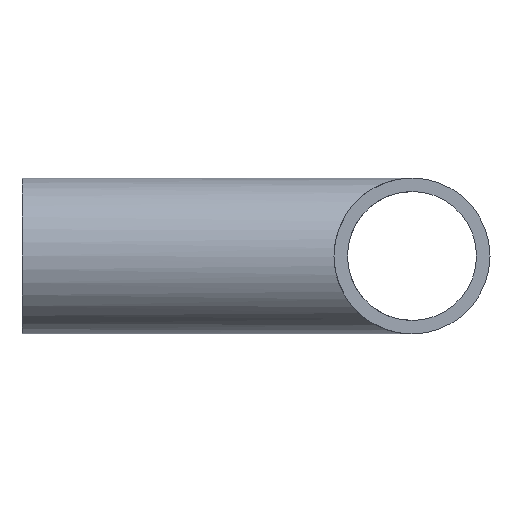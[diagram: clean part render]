
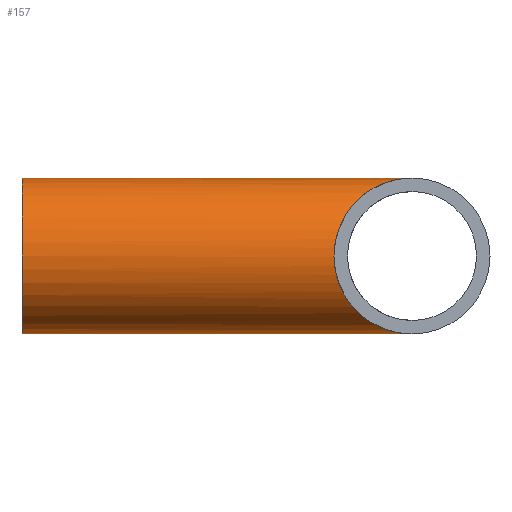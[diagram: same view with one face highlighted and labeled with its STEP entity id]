
A CAD part, left-side view. The second image highlights one B-rep face of the part: STEP entity #157.
In plain terms, the highlighted cylindrical face has radius 9.525 mm (diameter 19.05 mm), a full revolution.
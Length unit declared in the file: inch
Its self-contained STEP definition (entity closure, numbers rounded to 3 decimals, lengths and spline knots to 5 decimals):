
#24=FACE_OUTER_BOUND('',#31,.T.);
#31=EDGE_LOOP('',(#115,#116,#117,#118,#119,#120,#121));
#45=ELLIPSE('',#192,0.53033,0.375);
#46=ELLIPSE('',#193,0.53033,0.375);
#47=ELLIPSE('',#194,0.53033,0.375);
#49=LINE('',#283,#53);
#53=VECTOR('',#229,0.375);
#58=CIRCLE('',#190,0.375);
#59=CIRCLE('',#191,0.375);
#73=VERTEX_POINT('',#278);
#74=VERTEX_POINT('',#279);
#75=VERTEX_POINT('',#282);
#76=VERTEX_POINT('',#284);
#77=VERTEX_POINT('',#286);
#92=EDGE_CURVE('',#73,#74,#58,.T.);
#93=EDGE_CURVE('',#74,#73,#59,.T.);
#94=EDGE_CURVE('',#74,#75,#49,.T.);
#95=EDGE_CURVE('',#76,#75,#45,.T.);
#96=EDGE_CURVE('',#77,#76,#46,.T.);
#97=EDGE_CURVE('',#75,#77,#47,.T.);
#115=ORIENTED_EDGE('',*,*,#92,.F.);
#116=ORIENTED_EDGE('',*,*,#93,.F.);
#117=ORIENTED_EDGE('',*,*,#94,.T.);
#118=ORIENTED_EDGE('',*,*,#95,.F.);
#119=ORIENTED_EDGE('',*,*,#96,.F.);
#120=ORIENTED_EDGE('',*,*,#97,.F.);
#121=ORIENTED_EDGE('',*,*,#94,.F.);
#153=CYLINDRICAL_SURFACE('',#189,0.375);
#157=ADVANCED_FACE('',(#24),#153,.T.);
#189=AXIS2_PLACEMENT_3D('',#277,#223,#224);
#190=AXIS2_PLACEMENT_3D('',#280,#225,#226);
#191=AXIS2_PLACEMENT_3D('',#281,#227,#228);
#192=AXIS2_PLACEMENT_3D('',#285,#230,#231);
#193=AXIS2_PLACEMENT_3D('',#287,#232,#233);
#194=AXIS2_PLACEMENT_3D('',#288,#234,#235);
#223=DIRECTION('center_axis',(0.,1.,0.));
#224=DIRECTION('ref_axis',(-1.,0.,0.));
#225=DIRECTION('center_axis',(0.,1.,0.));
#226=DIRECTION('ref_axis',(1.,0.,0.));
#227=DIRECTION('center_axis',(0.,1.,0.));
#228=DIRECTION('ref_axis',(1.,0.,0.));
#229=DIRECTION('',(0.,-1.,0.));
#230=DIRECTION('center_axis',(0.707,-0.707,0.));
#231=DIRECTION('ref_axis',(-0.707,-0.707,0.));
#232=DIRECTION('center_axis',(-0.707,-0.707,0.));
#233=DIRECTION('ref_axis',(-0.707,0.707,0.));
#234=DIRECTION('center_axis',(0.707,-0.707,0.));
#235=DIRECTION('ref_axis',(-0.707,-0.707,0.));
#277=CARTESIAN_POINT('Origin',(0.,0.9375,0.));
#278=CARTESIAN_POINT('',(-0.375,1.875,0.));
#279=CARTESIAN_POINT('',(0.375,1.875,0.));
#280=CARTESIAN_POINT('Origin',(0.,1.875,0.));
#281=CARTESIAN_POINT('Origin',(0.,1.875,0.));
#282=CARTESIAN_POINT('',(0.375,0.375,0.));
#283=CARTESIAN_POINT('',(0.375,0.9375,0.));
#284=CARTESIAN_POINT('',(0.,0.,-0.375));
#285=CARTESIAN_POINT('Origin',(0.,0.,0.));
#286=CARTESIAN_POINT('',(0.,0.,0.375));
#287=CARTESIAN_POINT('Origin',(0.,0.,0.));
#288=CARTESIAN_POINT('Origin',(0.,0.,0.));
